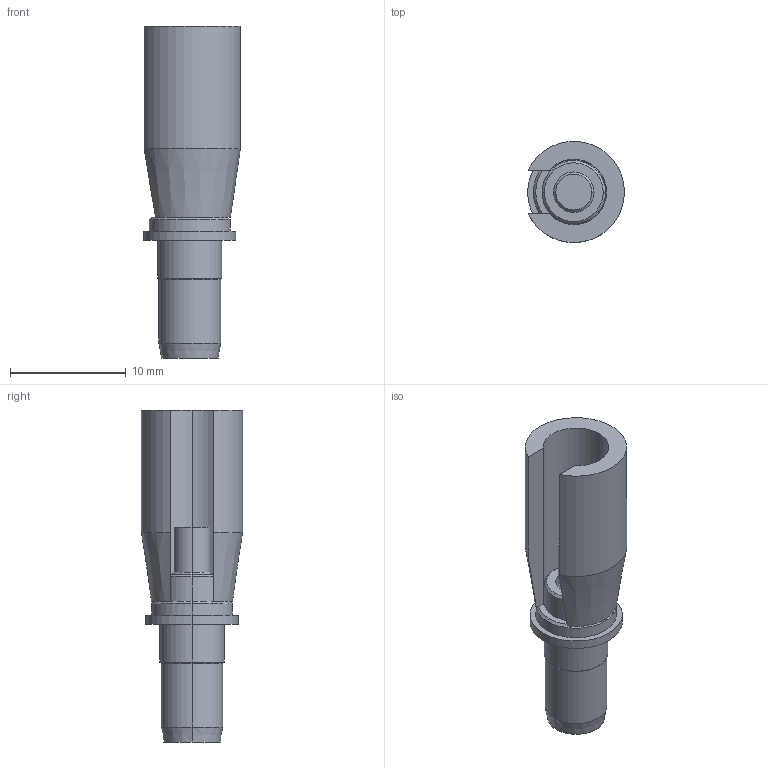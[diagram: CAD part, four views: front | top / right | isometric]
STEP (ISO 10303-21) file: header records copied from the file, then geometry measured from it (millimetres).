
FILE_DESCRIPTION (( 'STEP AP203' ), '1' );
FILE_NAME ('R128053000B.STEP', '2014-02-10T07:18:24', ( 'adminradiall' ), ( 'Microsoft' ), 'SwSTEP 2.0', 'SolidWorks 2011', '' );
FILE_SCHEMA (( 'CONFIG_CONTROL_DESIGN' ));
Length unit declared in the file: millimetre
Products named in the file (1): R128053000B
Bounding box: 8.36 x 8.73 x 28.65 mm (x, y, z)
Volume: 748.8 mm3; surface area: 1164.9 mm2
Topology: 1 solids, 1 shells, 54 faces, 113 edges, 69 vertices
Faces by surface type: cylinder 24, cone 16, plane 14
Entity records: 1528 total; most frequent: DIRECTION 285, CARTESIAN_POINT 243, ORIENTED_EDGE 226, AXIS2_PLACEMENT_3D 119, EDGE_CURVE 113, VERTEX_POINT 69, CIRCLE 64, EDGE_LOOP 62
